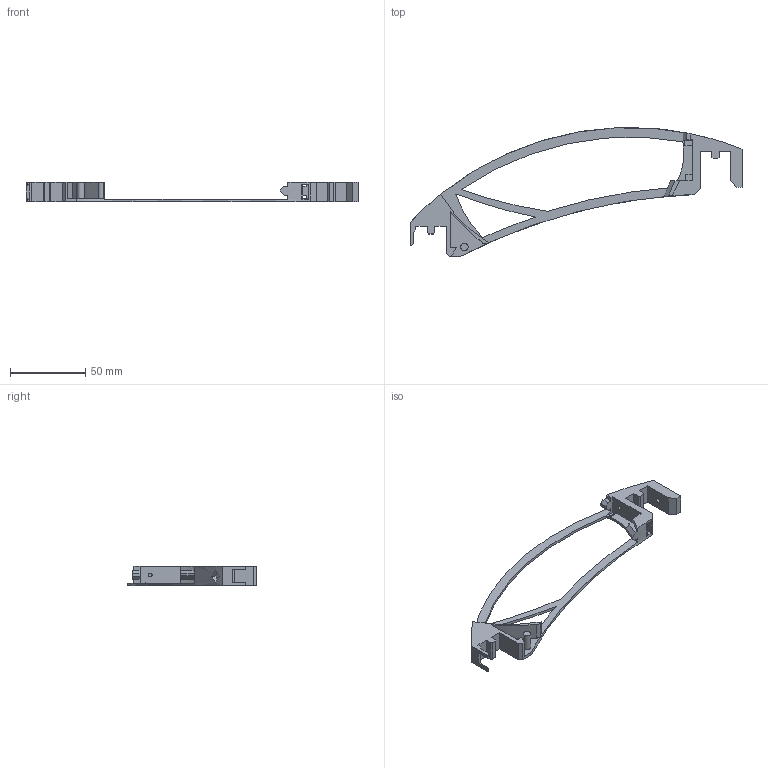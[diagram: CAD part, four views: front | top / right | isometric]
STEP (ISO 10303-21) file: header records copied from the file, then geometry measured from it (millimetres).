
FILE_DESCRIPTION(/* description */ (''),/* implementation_level */ '2;1');
FILE_NAME(/* name */ 'ORR_Divider_8mm.step',/* time_stamp */ '2022-10-28T16:55:01+11:00',/* author */ (''),/* organization */ (''),/* preprocessor_version */ 'ST-DEVELOPER v19',/* originating_system */ 'Autodesk Translation Framework v11.7.0.108',/* authorisation */ '');
FILE_SCHEMA (('AUTOMOTIVE_DESIGN { 1 0 10303 214 3 1 1 }'));
Length unit declared in the file: millimetre
Products named in the file (1): OS_Reel_Rack_Dividers_adjusted (v16~recovered)
Bounding box: 220.71 x 85.67 x 13.26 mm (x, y, z)
Volume: 20587.5 mm3; surface area: 15563.1 mm2
Topology: 1 solids, 1 shells, 107 faces, 306 edges, 203 vertices
Faces by surface type: plane 86, cylinder 21
Full cylindrical faces by diameter (mm): 2.4 x1, 3.2 x1, 5 x1
Entity records: 3526 total; most frequent: CARTESIAN_POINT 617, ORIENTED_EDGE 612, DIRECTION 587, EDGE_CURVE 306, LINE 241, VECTOR 241, VERTEX_POINT 203, AXIS2_PLACEMENT_3D 173
